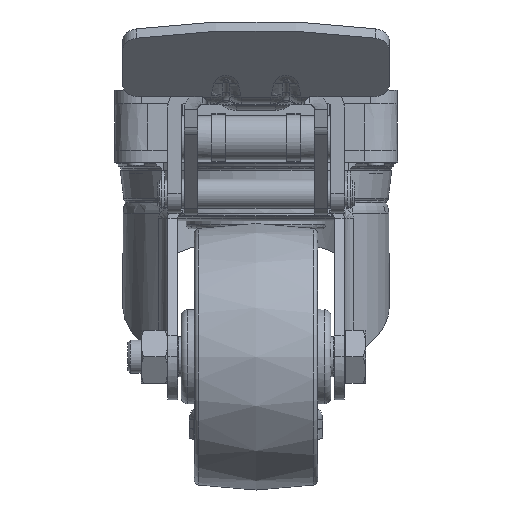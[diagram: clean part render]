
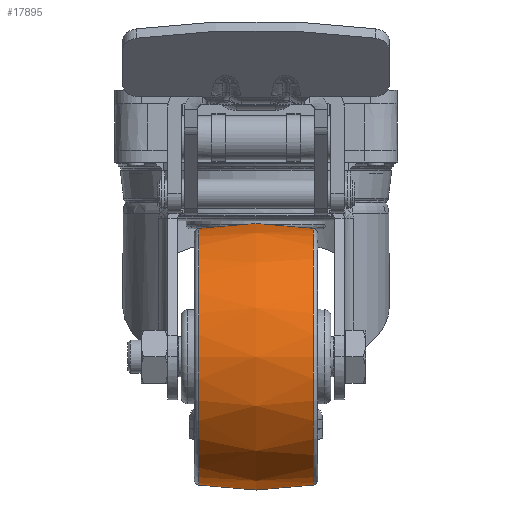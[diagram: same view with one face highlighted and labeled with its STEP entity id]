
A CAD part, front view. The second image highlights one B-rep face of the part: STEP entity #17895.
In plain terms, the highlighted free-form (B-spline) face has degree [2, 2] with [3, 9] control points.
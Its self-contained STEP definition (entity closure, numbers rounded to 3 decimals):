
#3152=(
BOUNDED_SURFACE()
B_SPLINE_SURFACE(2,2,((#46028,#46029,#46030,#46031,#46032,#46033,#46034,
#46035,#46036),(#46037,#46038,#46039,#46040,#46041,#46042,#46043,#46044,
#46045),(#46046,#46047,#46048,#46049,#46050,#46051,#46052,#46053,#46054)),
 .UNSPECIFIED.,.F.,.T.,.F.)
B_SPLINE_SURFACE_WITH_KNOTS((3,3),(3,2,2,2,3),(-0.173,0.173),
(-3.142,-1.571,0.,1.571,3.142),
 .UNSPECIFIED.)
GEOMETRIC_REPRESENTATION_ITEM()
RATIONAL_B_SPLINE_SURFACE(((1.,0.707,1.,0.707,1.,
0.707,1.,0.707,1.),(0.985,0.696,
0.985,0.696,0.985,0.696,
0.985,0.696,0.985),(1.,0.707,
1.,0.707,1.,0.707,1.,0.707,1.)))
REPRESENTATION_ITEM('')
SURFACE()
);
#4101=FACE_OUTER_BOUND('',#5143,.T.);
#5143=EDGE_LOOP('',(#15777,#15778,#15779,#15780,#15781,#15782));
#6089=CIRCLE('',#19635,38.499);
#6090=CIRCLE('',#19636,38.499);
#6094=CIRCLE('',#19640,38.499);
#6095=CIRCLE('',#19641,38.499);
#6096=CIRCLE('',#19642,100.);
#8193=VERTEX_POINT('',#46019);
#8194=VERTEX_POINT('',#46020);
#8197=VERTEX_POINT('',#46055);
#8198=VERTEX_POINT('',#46056);
#10729=EDGE_CURVE('',#8193,#8194,#6089,.T.);
#10730=EDGE_CURVE('',#8194,#8193,#6090,.T.);
#10734=EDGE_CURVE('',#8197,#8198,#6094,.T.);
#10735=EDGE_CURVE('',#8198,#8197,#6095,.T.);
#10736=EDGE_CURVE('',#8198,#8194,#6096,.T.);
#15777=ORIENTED_EDGE('',*,*,#10734,.F.);
#15778=ORIENTED_EDGE('',*,*,#10735,.F.);
#15779=ORIENTED_EDGE('',*,*,#10736,.T.);
#15780=ORIENTED_EDGE('',*,*,#10730,.T.);
#15781=ORIENTED_EDGE('',*,*,#10729,.T.);
#15782=ORIENTED_EDGE('',*,*,#10736,.F.);
#17895=ADVANCED_FACE('',(#4101),#3152,.F.);
#19635=AXIS2_PLACEMENT_3D('',#46021,#24086,#24087);
#19636=AXIS2_PLACEMENT_3D('',#46022,#24088,#24089);
#19640=AXIS2_PLACEMENT_3D('',#46057,#24096,#24097);
#19641=AXIS2_PLACEMENT_3D('',#46058,#24098,#24099);
#19642=AXIS2_PLACEMENT_3D('',#46059,#24100,#24101);
#24086=DIRECTION('center_axis',(-1.,0.,0.));
#24087=DIRECTION('ref_axis',(0.,-1.,0.));
#24088=DIRECTION('center_axis',(-1.,0.,0.));
#24089=DIRECTION('ref_axis',(0.,-1.,0.));
#24096=DIRECTION('center_axis',(-1.,0.,0.));
#24097=DIRECTION('ref_axis',(0.,-1.,0.));
#24098=DIRECTION('center_axis',(-1.,0.,0.));
#24099=DIRECTION('ref_axis',(0.,-1.,0.));
#24100=DIRECTION('center_axis',(0.,0.,-1.));
#24101=DIRECTION('ref_axis',(0.,1.,0.));
#46019=CARTESIAN_POINT('',(17.259,-94.499,-80.));
#46020=CARTESIAN_POINT('',(17.259,-17.501,-80.));
#46021=CARTESIAN_POINT('Origin',(17.259,-56.,-80.));
#46022=CARTESIAN_POINT('Origin',(17.259,-56.,-80.));
#46028=CARTESIAN_POINT('Ctrl Pts',(17.259,-17.501,-80.));
#46029=CARTESIAN_POINT('Ctrl Pts',(17.259,-17.501,-118.499));
#46030=CARTESIAN_POINT('Ctrl Pts',(17.259,-56.,-118.499));
#46031=CARTESIAN_POINT('Ctrl Pts',(17.259,-94.499,-118.499));
#46032=CARTESIAN_POINT('Ctrl Pts',(17.259,-94.499,-80.));
#46033=CARTESIAN_POINT('Ctrl Pts',(17.259,-94.499,-41.501));
#46034=CARTESIAN_POINT('Ctrl Pts',(17.259,-56.,-41.501));
#46035=CARTESIAN_POINT('Ctrl Pts',(17.259,-17.501,-41.501));
#46036=CARTESIAN_POINT('Ctrl Pts',(17.259,-17.501,-80.));
#46037=CARTESIAN_POINT('Ctrl Pts',(0.,-14.477,
-80.));
#46038=CARTESIAN_POINT('Ctrl Pts',(0.,-14.477,
-121.523));
#46039=CARTESIAN_POINT('Ctrl Pts',(0.,-56.,-121.523));
#46040=CARTESIAN_POINT('Ctrl Pts',(0.,-97.523,
-121.523));
#46041=CARTESIAN_POINT('Ctrl Pts',(0.,-97.523,
-80.));
#46042=CARTESIAN_POINT('Ctrl Pts',(0.,-97.523,
-38.477));
#46043=CARTESIAN_POINT('Ctrl Pts',(0.,-56.,-38.477));
#46044=CARTESIAN_POINT('Ctrl Pts',(0.,-14.477,
-38.477));
#46045=CARTESIAN_POINT('Ctrl Pts',(0.,-14.477,
-80.));
#46046=CARTESIAN_POINT('Ctrl Pts',(-17.259,-17.501,
-80.));
#46047=CARTESIAN_POINT('Ctrl Pts',(-17.259,-17.501,
-118.499));
#46048=CARTESIAN_POINT('Ctrl Pts',(-17.259,-56.,-118.499));
#46049=CARTESIAN_POINT('Ctrl Pts',(-17.259,-94.499,
-118.499));
#46050=CARTESIAN_POINT('Ctrl Pts',(-17.259,-94.499,
-80.));
#46051=CARTESIAN_POINT('Ctrl Pts',(-17.259,-94.499,
-41.501));
#46052=CARTESIAN_POINT('Ctrl Pts',(-17.259,-56.,-41.501));
#46053=CARTESIAN_POINT('Ctrl Pts',(-17.259,-17.501,
-41.501));
#46054=CARTESIAN_POINT('Ctrl Pts',(-17.259,-17.501,
-80.));
#46055=CARTESIAN_POINT('',(-17.259,-94.499,-80.));
#46056=CARTESIAN_POINT('',(-17.259,-17.501,-80.));
#46057=CARTESIAN_POINT('Origin',(-17.259,-56.,-80.));
#46058=CARTESIAN_POINT('Origin',(-17.259,-56.,-80.));
#46059=CARTESIAN_POINT('Origin',(0.,-116.,-80.));
